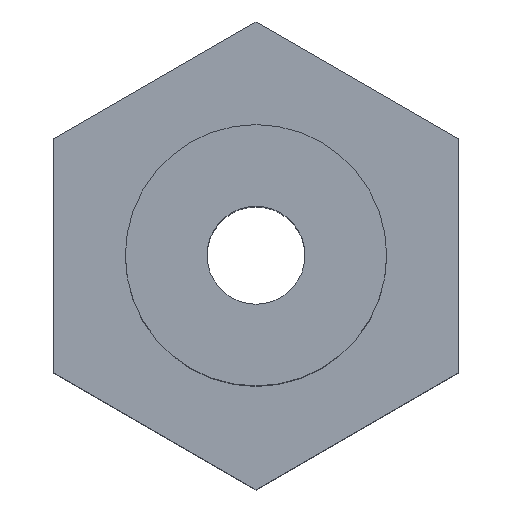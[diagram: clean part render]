
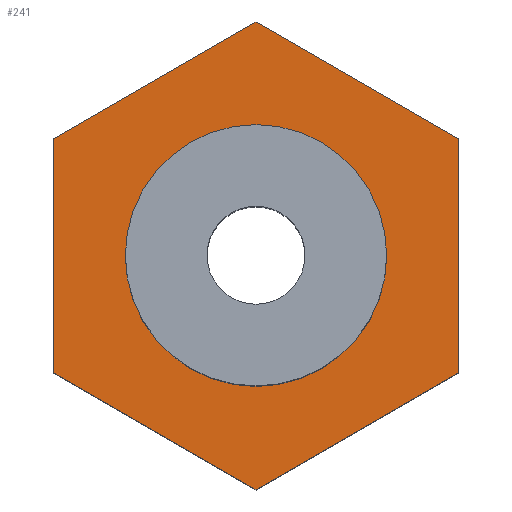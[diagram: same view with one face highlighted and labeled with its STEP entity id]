
A CAD part, top view. The second image highlights one B-rep face of the part: STEP entity #241.
In plain terms, the highlighted planar face has unit normal (0, 0, 1).
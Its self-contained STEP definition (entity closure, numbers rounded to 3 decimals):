
#175=CARTESIAN_POINT('',(0.,0.,0.0));
#176=DIRECTION('',(0.0,0.0,1.0));
#177=DIRECTION('',(1.0,0.0,0.0));
#178=AXIS2_PLACEMENT_3D('',#175,#176,#177);
#179=PLANE('',#178);
#180=CARTESIAN_POINT('',(-3.875,2.237,0.0));
#181=VERTEX_POINT('',#180);
#182=CARTESIAN_POINT('',(-3.875,-2.237,0.0));
#183=VERTEX_POINT('',#182);
#184=CARTESIAN_POINT('',(-3.875,2.237,0.0));
#185=DIRECTION('',(0.0,-1.0,0.0));
#186=VECTOR('',#185,4.474);
#187=LINE('',#184,#186);
#188=EDGE_CURVE('',#181,#183,#187,.T.);
#189=ORIENTED_EDGE('',*,*,#188,.T.);
#190=CARTESIAN_POINT('',(0.,-4.474,0.0));
#191=VERTEX_POINT('',#190);
#192=CARTESIAN_POINT('',(-3.875,-2.237,0.0));
#193=DIRECTION('',(0.866,-0.5,0.0));
#194=VECTOR('',#193,4.474);
#195=LINE('',#192,#194);
#196=EDGE_CURVE('',#183,#191,#195,.T.);
#197=ORIENTED_EDGE('',*,*,#196,.T.);
#198=CARTESIAN_POINT('',(3.875,-2.237,0.0));
#199=VERTEX_POINT('',#198);
#200=CARTESIAN_POINT('',(0.,-4.474,0.0));
#201=DIRECTION('',(0.866,0.5,0.0));
#202=VECTOR('',#201,4.474);
#203=LINE('',#200,#202);
#204=EDGE_CURVE('',#191,#199,#203,.T.);
#205=ORIENTED_EDGE('',*,*,#204,.T.);
#206=CARTESIAN_POINT('',(3.875,2.237,0.0));
#207=VERTEX_POINT('',#206);
#208=CARTESIAN_POINT('',(3.875,-2.237,0.0));
#209=DIRECTION('',(0.0,1.0,0.0));
#210=VECTOR('',#209,4.474);
#211=LINE('',#208,#210);
#212=EDGE_CURVE('',#199,#207,#211,.T.);
#213=ORIENTED_EDGE('',*,*,#212,.T.);
#214=CARTESIAN_POINT('',(0.,4.474,0.0));
#215=VERTEX_POINT('',#214);
#216=CARTESIAN_POINT('',(3.875,2.237,0.0));
#217=DIRECTION('',(-0.866,0.5,0.0));
#218=VECTOR('',#217,4.474);
#219=LINE('',#216,#218);
#220=EDGE_CURVE('',#207,#215,#219,.T.);
#221=ORIENTED_EDGE('',*,*,#220,.T.);
#222=CARTESIAN_POINT('',(0.,4.474,0.0));
#223=DIRECTION('',(-0.866,-0.5,0.0));
#224=VECTOR('',#223,4.474);
#225=LINE('',#222,#224);
#226=EDGE_CURVE('',#215,#181,#225,.T.);
#227=ORIENTED_EDGE('',*,*,#226,.T.);
#228=EDGE_LOOP('',(#189,#197,#205,#213,#221,#227));
#229=FACE_OUTER_BOUND('',#228,.T.);
#230=CARTESIAN_POINT('',(2.5,0.,0.0));
#231=VERTEX_POINT('',#230);
#232=CARTESIAN_POINT('',(0.0,0.0,0.0));
#233=DIRECTION('',(0.0,0.0,-1.0));
#234=DIRECTION('',(-1.0,0.0,0.0));
#235=AXIS2_PLACEMENT_3D('',#232,#233,#234);
#236=CIRCLE('',#235,2.5);
#237=EDGE_CURVE('',#231,#231,#236,.T.);
#238=ORIENTED_EDGE('',*,*,#237,.T.);
#239=EDGE_LOOP('',(#238));
#240=FACE_BOUND('',#239,.T.);
#241=ADVANCED_FACE('',(#229,#240),#179,.T.);
